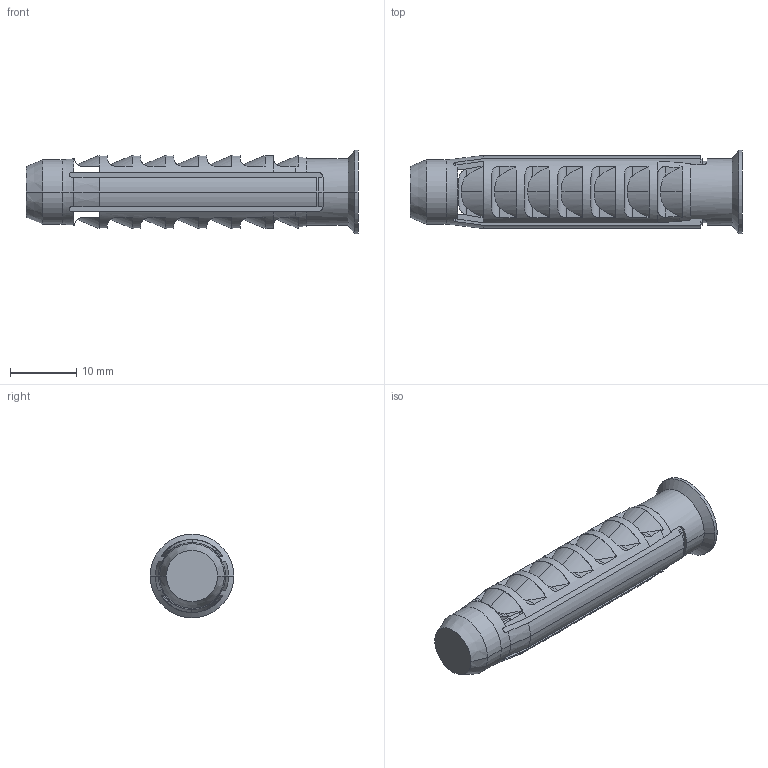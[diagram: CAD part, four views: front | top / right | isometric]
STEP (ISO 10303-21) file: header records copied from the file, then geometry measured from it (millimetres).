
FILE_DESCRIPTION (( 'STEP AP214' ), '1' );
FILE_NAME ('Q5_07-10 NYLON.STEP', '2022-01-20T13:41:17', ( '' ), ( '' ), 'SwSTEP 2.0', 'SolidWorks 2019', '' );
FILE_SCHEMA (( 'AUTOMOTIVE_DESIGN' ));
Length unit declared in the file: millimetre
Products named in the file (1): Q5_07-10 NYLON
Bounding box: 50 x 12.6 x 12.6 mm (x, y, z)
Volume: 3072.3 mm3; surface area: 2910.8 mm2
Topology: 1 solids, 3 shells, 421 faces, 1165 edges, 764 vertices
Faces by surface type: plane 322, cylinder 79, cone 18, torus 2
Entity records: 17176 total; most frequent: CARTESIAN_POINT 5787, ORIENTED_EDGE 2326, DIRECTION 1590, EDGE_CURVE 1163, VERTEX_POINT 762, AXIS2_PLACEMENT_3D 591, EDGE_LOOP 437, ADVANCED_FACE 421
